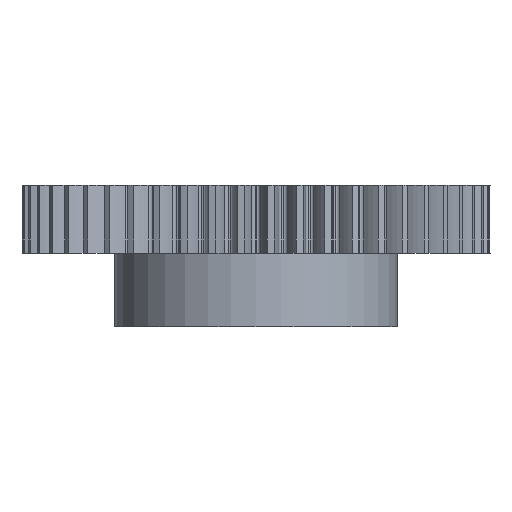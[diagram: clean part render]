
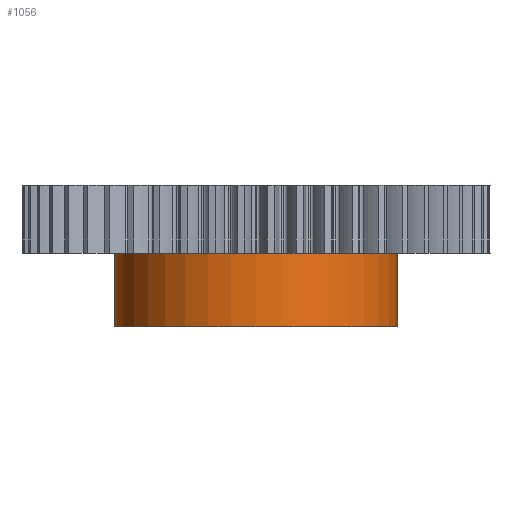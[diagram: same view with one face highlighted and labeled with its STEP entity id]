
A CAD part, front view. The second image highlights one B-rep face of the part: STEP entity #1056.
In plain terms, the highlighted cylindrical face has radius 25 mm (diameter 50 mm), a partial arc.
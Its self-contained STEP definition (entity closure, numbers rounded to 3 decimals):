
#1054 = EDGE_LOOP ( 'NONE', ( #1073, #1062, #1058, #1118 ) ) ;
#1056 = ADVANCED_FACE ( 'NONE', ( #5661 ), #5640, .T. ) ;
#1057 = EDGE_CURVE ( 'NONE', #3201, #3212, #5638, .T. ) ;
#1058 = ORIENTED_EDGE ( 'NONE', *, *, #3247, .T. ) ;
#1062 = ORIENTED_EDGE ( 'NONE', *, *, #1057, .T. ) ;
#1073 = ORIENTED_EDGE ( 'NONE', *, *, #3204, .F. ) ;
#1118 = ORIENTED_EDGE ( 'NONE', *, *, #2074, .F. ) ;
#2074 = EDGE_CURVE ( 'NONE', #3202, #3265, #7639, .T. ) ;
#3201 = VERTEX_POINT ( 'NONE', #9695 ) ;
#3202 = VERTEX_POINT ( 'NONE', #9696 ) ;
#3204 = EDGE_CURVE ( 'NONE', #3201, #3202, #9690, .T. ) ;
#3212 = VERTEX_POINT ( 'NONE', #9676 ) ;
#3247 = EDGE_CURVE ( 'NONE', #3212, #3265, #9516, .T. ) ;
#3265 = VERTEX_POINT ( 'NONE', #9540 ) ;
#5637 = AXIS2_PLACEMENT_3D ( 'NONE', #5650, #5690, #5689 ) ;
#5638 = CIRCLE ( 'NONE', #5687, 25. ) ;
#5640 = CYLINDRICAL_SURFACE ( 'NONE', #5637, 25. ) ;
#5650 = CARTESIAN_POINT ( 'NONE',  ( 0., 0., -13. ) ) ;
#5661 = FACE_OUTER_BOUND ( 'NONE', #1054, .T. ) ;
#5685 = DIRECTION ( 'NONE',  ( 1., 0., 0. ) ) ;
#5686 = DIRECTION ( 'NONE',  ( 0., 0., 1. ) ) ;
#5687 = AXIS2_PLACEMENT_3D ( 'NONE', #5691, #5686, #5685 ) ;
#5689 = DIRECTION ( 'NONE',  ( 1., 0., 0. ) ) ;
#5690 = DIRECTION ( 'NONE',  ( 0., 0., 1. ) ) ;
#5691 = CARTESIAN_POINT ( 'NONE',  ( 0., 0., -13. ) ) ;
#7593 = AXIS2_PLACEMENT_3D ( 'NONE', #7636, #7632, #7631 ) ;
#7631 = DIRECTION ( 'NONE',  ( 1., 0., 0. ) ) ;
#7632 = DIRECTION ( 'NONE',  ( 0., 0., 1. ) ) ;
#7636 = CARTESIAN_POINT ( 'NONE',  ( 0., 0., 0. ) ) ;
#7639 = CIRCLE ( 'NONE', #7593, 25. ) ;
#9511 = DIRECTION ( 'NONE',  ( 0., 0., 1. ) ) ;
#9512 = VECTOR ( 'NONE', #9511, 1000. ) ;
#9515 = CARTESIAN_POINT ( 'NONE',  ( 25., 0., -13. ) ) ;
#9516 = LINE ( 'NONE', #9515, #9512 ) ;
#9540 = CARTESIAN_POINT ( 'NONE',  ( 25., 0., 0. ) ) ;
#9676 = CARTESIAN_POINT ( 'NONE',  ( 25., 0., -13. ) ) ;
#9683 = DIRECTION ( 'NONE',  ( 0., 0., 1. ) ) ;
#9684 = VECTOR ( 'NONE', #9683, 1000. ) ;
#9689 = CARTESIAN_POINT ( 'NONE',  ( -25., 0., -13. ) ) ;
#9690 = LINE ( 'NONE', #9689, #9684 ) ;
#9695 = CARTESIAN_POINT ( 'NONE',  ( -25., 0., -13. ) ) ;
#9696 = CARTESIAN_POINT ( 'NONE',  ( -25., 0., 0. ) ) ;
